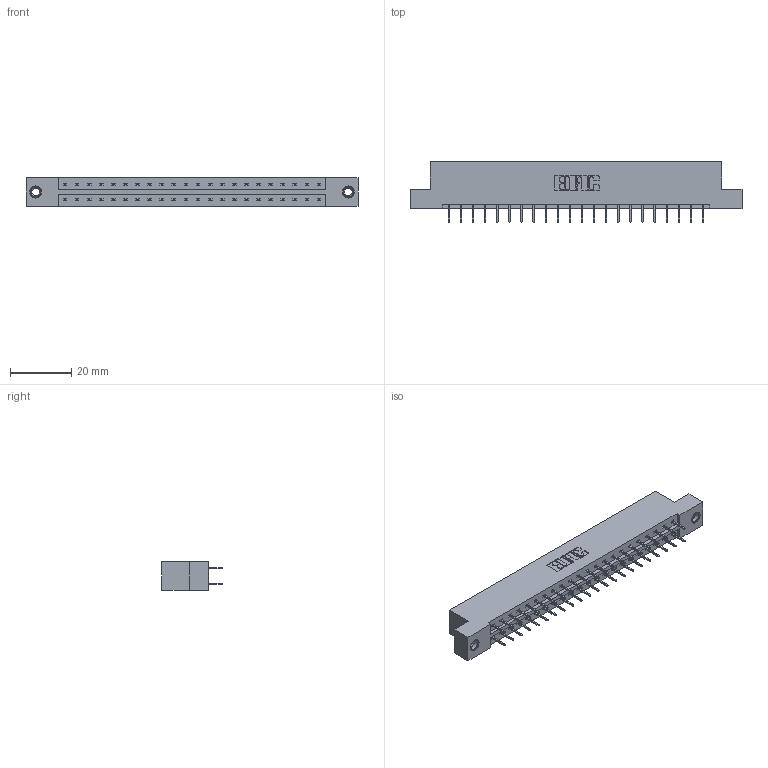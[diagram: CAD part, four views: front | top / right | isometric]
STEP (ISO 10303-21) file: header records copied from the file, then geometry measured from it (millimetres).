
FILE_DESCRIPTION (( 'STEP AP203' ), '1' );
FILE_NAME ('333-044-524-207.STEP', '2018-08-03T21:07:49', ( '' ), ( '' ), 'SwSTEP 2.0', 'SolidWorks 2016', '' );
FILE_SCHEMA (( 'CONFIG_CONTROL_DESIGN' ));
Length unit declared in the file: inch
Products named in the file (4): 333 Part_Flush - .156 Dia - TI; 345-292-001_345-293-124; 345-250-001_345-250-005-103; 333-044-524-207
Assembly tree (47 placements, depth 2):
  333-044-524-207
    333 Part_Flush - .156 Dia - TI
    345-292-001_345-293-124  x44
    345-250-001_345-250-005-103  x2
Bounding box: 108.71 x 19.69 x 9.4 mm (x, y, z)
Volume: 10831.7 mm3; surface area: 12425.2 mm2
Topology: 47 solids, 47 shells, 2638 faces, 7443 edges, 4778 vertices
Faces by surface type: plane 1950, cylinder 672, cone 12, torus 4
Entity records: 18000 total; most frequent: CARTESIAN_POINT 2989, ORIENTED_EDGE 2918, DIRECTION 2621, EDGE_CURVE 1459, VECTOR 1315, LINE 1315, VERTEX_POINT 964, AXIS2_PLACEMENT_3D 653
